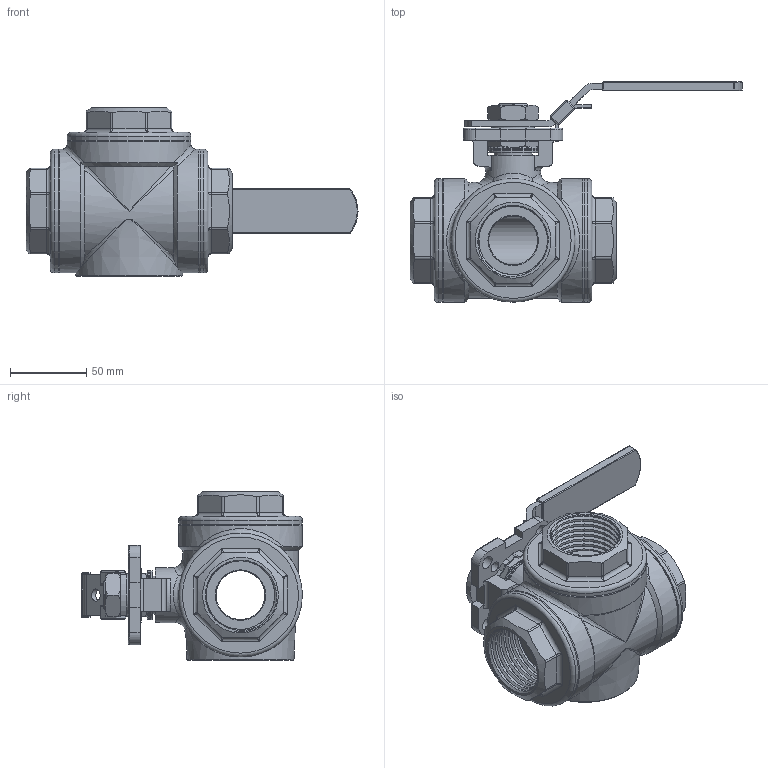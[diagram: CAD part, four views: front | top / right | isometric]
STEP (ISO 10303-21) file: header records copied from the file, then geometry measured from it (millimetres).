
FILE_DESCRIPTION(/* description */ ('Unknown'),/* implementation_level */ '2;1');
FILE_NAME(/* name */ '9334_9335-08',/* time_stamp */ '2020-10-20T09:04:53+02:00',/* author */ ('Unknown'),/* organization */ ('Unknown'),/* preprocessor_version */ 'ST-DEVELOPER v16.7',/* originating_system */ 'Solid Edge',/* authorisation */ 'Unknown');
FILE_SCHEMA (('AUTOMOTIVE_DESIGN {1 0 10303 214 3 1 1}'));
Products named in the file (1): 8.303_308.040
Bounding box: 217.34 x 144.46 x 110 mm (x, y, z)
Volume: 610562.1 mm3; surface area: 108783.9 mm2
Topology: 1 solids, 1 shells, 925 faces, 2688 edges, 1723 vertices
Faces by surface type: plane 406, cylinder 234, bspline 204, torus 41, cone 28, sphere 12
Full cylindrical faces by diameter (mm): 7 x4, 8 x2, 9 x4, 25 x1, 28 x1, 32 x4, 36 x1, 40 x1, 57 x1, 81 x6
Entity records: 61092 total; most frequent: CARTESIAN_POINT 39439, ORIENTED_EDGE 5142, DIRECTION 3473, EDGE_CURVE 2571, VERTEX_POINT 1700, LINE 1349, VECTOR 1349, EDGE_LOOP 1065
